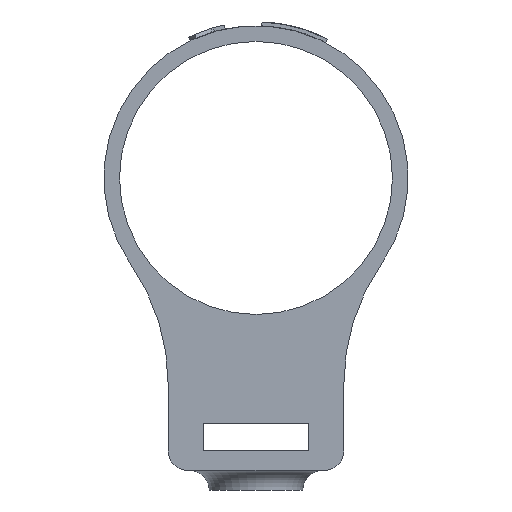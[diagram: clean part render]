
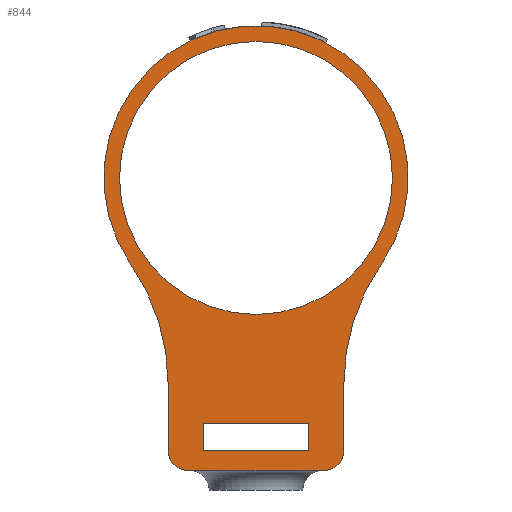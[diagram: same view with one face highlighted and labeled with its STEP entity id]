
A CAD part, front view. The second image highlights one B-rep face of the part: STEP entity #844.
In plain terms, the highlighted planar face has unit normal (0, -1, 0).
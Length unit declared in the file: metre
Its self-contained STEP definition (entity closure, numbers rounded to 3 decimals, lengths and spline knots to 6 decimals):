
#41=PLANE('',#924);
#123=LINE('',#1234,#166);
#127=LINE('',#1249,#170);
#131=LINE('',#1261,#174);
#135=LINE('',#1270,#178);
#138=LINE('',#1278,#181);
#141=LINE('',#1286,#184);
#143=LINE('',#1289,#186);
#166=VECTOR('',#978,1.);
#170=VECTOR('',#996,1.);
#174=VECTOR('',#1008,1.);
#178=VECTOR('',#1014,1.);
#181=VECTOR('',#1021,1.);
#184=VECTOR('',#1028,1.);
#186=VECTOR('',#1032,1.);
#294=ORIENTED_EDGE('',*,*,#458,.T.);
#295=ORIENTED_EDGE('',*,*,#500,.F.);
#296=ORIENTED_EDGE('',*,*,#503,.T.);
#297=ORIENTED_EDGE('',*,*,#506,.T.);
#298=ORIENTED_EDGE('',*,*,#521,.T.);
#299=ORIENTED_EDGE('',*,*,#491,.T.);
#300=ORIENTED_EDGE('',*,*,#495,.T.);
#301=ORIENTED_EDGE('',*,*,#498,.F.);
#302=ORIENTED_EDGE('',*,*,#509,.F.);
#303=ORIENTED_EDGE('',*,*,#513,.F.);
#304=ORIENTED_EDGE('',*,*,#517,.T.);
#305=ORIENTED_EDGE('',*,*,#523,.F.);
#306=ORIENTED_EDGE('',*,*,#526,.F.);
#458=EDGE_CURVE('',#587,#588,#675,.T.);
#491=EDGE_CURVE('',#620,#621,#681,.T.);
#495=EDGE_CURVE('',#621,#624,#123,.T.);
#498=EDGE_CURVE('',#587,#624,#683,.T.);
#500=EDGE_CURVE('',#626,#588,#685,.T.);
#503=EDGE_CURVE('',#626,#628,#127,.T.);
#506=EDGE_CURVE('',#628,#630,#687,.T.);
#509=EDGE_CURVE('',#632,#633,#131,.T.);
#513=EDGE_CURVE('',#636,#632,#135,.T.);
#517=EDGE_CURVE('',#636,#639,#138,.T.);
#521=EDGE_CURVE('',#630,#620,#141,.T.);
#523=EDGE_CURVE('',#633,#639,#143,.T.);
#526=EDGE_CURVE('',#643,#643,#692,.T.);
#587=VERTEX_POINT('',#1099);
#588=VERTEX_POINT('',#1100);
#620=VERTEX_POINT('',#1226);
#621=VERTEX_POINT('',#1227);
#624=VERTEX_POINT('',#1235);
#626=VERTEX_POINT('',#1244);
#628=VERTEX_POINT('',#1250);
#630=VERTEX_POINT('',#1256);
#632=VERTEX_POINT('',#1262);
#633=VERTEX_POINT('',#1263);
#636=VERTEX_POINT('',#1271);
#639=VERTEX_POINT('',#1279);
#643=VERTEX_POINT('',#1295);
#675=CIRCLE('',#893,0.0078);
#681=CIRCLE('',#900,0.001);
#683=CIRCLE('',#904,0.010874);
#685=CIRCLE('',#907,0.010874);
#687=CIRCLE('',#911,0.001);
#692=CIRCLE('',#922,0.007);
#720=EDGE_LOOP('',(#294,#295,#296,#297,#298,#299,#300,#301));
#721=EDGE_LOOP('',(#302,#303,#304,#305));
#722=EDGE_LOOP('',(#306));
#781=FACE_BOUND('',#720,.T.);
#782=FACE_BOUND('',#721,.T.);
#783=FACE_BOUND('',#722,.T.);
#844=ADVANCED_FACE('',(#781,#782,#783),#41,.T.);
#893=AXIS2_PLACEMENT_3D('',#1098,#949,#950);
#900=AXIS2_PLACEMENT_3D('',#1225,#970,#971);
#904=AXIS2_PLACEMENT_3D('',#1240,#983,#984);
#907=AXIS2_PLACEMENT_3D('',#1243,#989,#990);
#911=AXIS2_PLACEMENT_3D('',#1255,#1001,#1002);
#922=AXIS2_PLACEMENT_3D('',#1294,#1038,#1039);
#924=AXIS2_PLACEMENT_3D('',#1297,#1042,#1043);
#949=DIRECTION('',(0.,-1.,0.));
#950=DIRECTION('',(1.,0.,0.));
#970=DIRECTION('',(0.,-1.,0.));
#971=DIRECTION('',(1.,0.,0.));
#978=DIRECTION('',(0.,0.,1.));
#983=DIRECTION('',(0.,-1.,0.));
#984=DIRECTION('',(1.,0.,0.));
#989=DIRECTION('',(0.,-1.,0.));
#990=DIRECTION('',(1.,0.,0.));
#996=DIRECTION('',(0.,0.,-1.));
#1001=DIRECTION('',(0.,-1.,0.));
#1002=DIRECTION('',(1.,0.,0.));
#1008=DIRECTION('',(-1.,0.,0.));
#1014=DIRECTION('',(0.,0.,1.));
#1021=DIRECTION('',(-1.,0.,0.));
#1028=DIRECTION('',(1.,0.,0.));
#1032=DIRECTION('',(0.,0.,-1.));
#1038=DIRECTION('',(0.,-1.,0.));
#1039=DIRECTION('',(1.,0.,0.));
#1042=DIRECTION('',(0.,-1.,0.));
#1043=DIRECTION('',(1.,0.,0.));
#1098=CARTESIAN_POINT('',(-0.01085,-0.109733,0.012671));
#1099=CARTESIAN_POINT('',(-0.004428,-0.109733,0.008244));
#1100=CARTESIAN_POINT('',(-0.017272,-0.109733,0.008244));
#1225=CARTESIAN_POINT('',(-0.00735,-0.109733,-0.001329));
#1226=CARTESIAN_POINT('',(-0.00735,-0.109733,-0.002329));
#1227=CARTESIAN_POINT('',(-0.00635,-0.109733,-0.001329));
#1234=CARTESIAN_POINT('',(-0.00635,-0.109733,0.000371));
#1235=CARTESIAN_POINT('',(-0.00635,-0.109733,0.002071));
#1240=CARTESIAN_POINT('',(0.004524,-0.109733,0.002071));
#1243=CARTESIAN_POINT('',(-0.026224,-0.109733,0.002071));
#1244=CARTESIAN_POINT('',(-0.01535,-0.109733,0.002071));
#1249=CARTESIAN_POINT('',(-0.01535,-0.109733,0.000371));
#1250=CARTESIAN_POINT('',(-0.01535,-0.109733,-0.001329));
#1255=CARTESIAN_POINT('',(-0.01435,-0.109733,-0.001329));
#1256=CARTESIAN_POINT('',(-0.01435,-0.109733,-0.002329));
#1261=CARTESIAN_POINT('',(-0.01085,-0.109733,0.000071));
#1262=CARTESIAN_POINT('',(-0.00815,-0.109733,0.000071));
#1263=CARTESIAN_POINT('',(-0.01355,-0.109733,0.000071));
#1270=CARTESIAN_POINT('',(-0.00815,-0.109733,-0.000629));
#1271=CARTESIAN_POINT('',(-0.00815,-0.109733,-0.001329));
#1278=CARTESIAN_POINT('',(-0.01085,-0.109733,-0.001329));
#1279=CARTESIAN_POINT('',(-0.01355,-0.109733,-0.001329));
#1286=CARTESIAN_POINT('',(-0.01085,-0.109733,-0.002329));
#1289=CARTESIAN_POINT('',(-0.01355,-0.109733,-0.000629));
#1294=CARTESIAN_POINT('',(-0.01085,-0.109733,0.012671));
#1295=CARTESIAN_POINT('',(-0.00385,-0.109733,0.012671));
#1297=CARTESIAN_POINT('',(-0.01085,-0.109733,0.009071));
